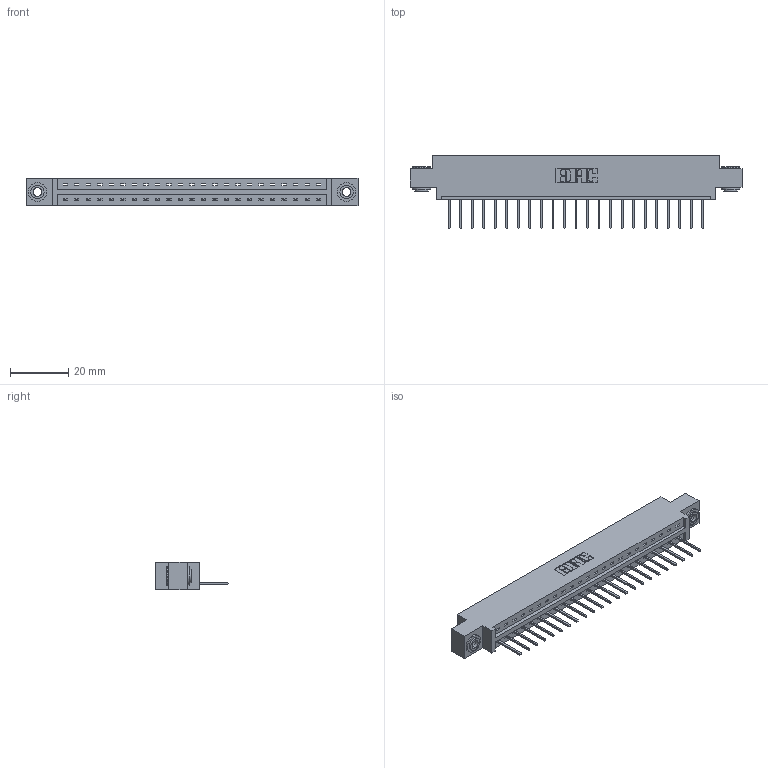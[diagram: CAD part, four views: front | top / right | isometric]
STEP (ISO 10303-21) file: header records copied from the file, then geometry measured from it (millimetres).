
FILE_DESCRIPTION (( 'STEP AP203' ), '1' );
FILE_NAME ('337-023-523-603.STEP', '2019-09-30T14:31:00', ( '' ), ( '' ), 'SwSTEP 2.0', 'SolidWorks 2016', '' );
FILE_SCHEMA (( 'CONFIG_CONTROL_DESIGN' ));
Length unit declared in the file: inch
Products named in the file (4): 337-023-523-603; 345-250-002_345-250-002-102; 345-292-001_345-293-123; 337 Part_0.170 Offset - 0.156 Dia-TH
Assembly tree (26 placements, depth 2):
  337-023-523-603
    337 Part_0.170 Offset - 0.156 Dia-TH
    345-292-001_345-293-123  x23
    345-250-002_345-250-002-102  x2
Bounding box: 114.15 x 25.15 x 9.4 mm (x, y, z)
Volume: 11519 mm3; surface area: 12147.1 mm2
Topology: 26 solids, 26 shells, 1582 faces, 4723 edges, 3114 vertices
Faces by surface type: plane 1142, cylinder 432, cone 8
Entity records: 20354 total; most frequent: CARTESIAN_POINT 3522, ORIENTED_EDGE 3474, DIRECTION 3037, EDGE_CURVE 1737, VECTOR 1585, LINE 1585, VERTEX_POINT 1154, AXIS2_PLACEMENT_3D 726
